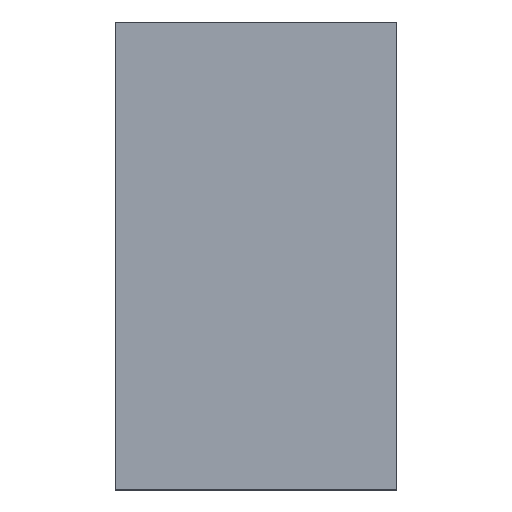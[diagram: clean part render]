
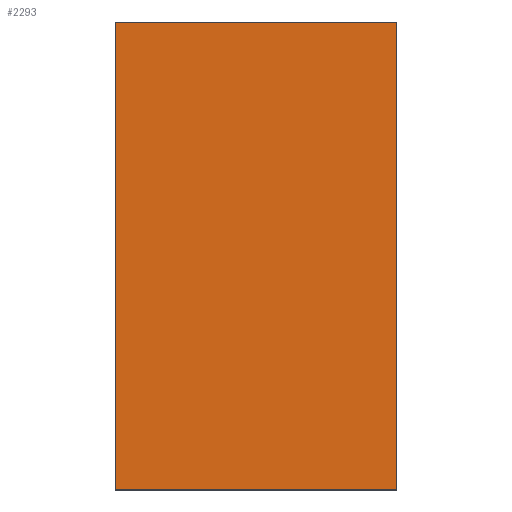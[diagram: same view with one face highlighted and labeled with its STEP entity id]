
A CAD part, top view. The second image highlights one B-rep face of the part: STEP entity #2293.
In plain terms, the highlighted planar face has unit normal (0, 0, 1).
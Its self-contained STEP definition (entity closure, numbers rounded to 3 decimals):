
#41=PLANE('',#2327);
#167=FACE_OUTER_BOUND('',#301,.T.);
#301=EDGE_LOOP('',(#2055,#2056,#2057,#2058));
#432=LINE('',#4622,#568);
#434=LINE('',#4626,#570);
#436=LINE('',#4630,#572);
#438=LINE('',#4633,#574);
#568=VECTOR('',#2490,10.);
#570=VECTOR('',#2494,10.);
#572=VECTOR('',#2498,10.);
#574=VECTOR('',#2502,10.);
#1015=VERTEX_POINT('',#4619);
#1016=VERTEX_POINT('',#4621);
#1017=VERTEX_POINT('',#4625);
#1018=VERTEX_POINT('',#4629);
#1360=EDGE_CURVE('',#1016,#1015,#432,.T.);
#1362=EDGE_CURVE('',#1017,#1016,#434,.T.);
#1364=EDGE_CURVE('',#1018,#1017,#436,.T.);
#1366=EDGE_CURVE('',#1015,#1018,#438,.T.);
#2055=ORIENTED_EDGE('',*,*,#1366,.T.);
#2056=ORIENTED_EDGE('',*,*,#1364,.T.);
#2057=ORIENTED_EDGE('',*,*,#1362,.T.);
#2058=ORIENTED_EDGE('',*,*,#1360,.T.);
#2293=ADVANCED_FACE('',(#167),#41,.T.);
#2327=AXIS2_PLACEMENT_3D('',#4634,#2503,#2504);
#2490=DIRECTION('',(-1.,0.,0.));
#2494=DIRECTION('',(0.,1.,0.));
#2498=DIRECTION('',(1.,0.,0.));
#2502=DIRECTION('',(0.,-1.,0.));
#2503=DIRECTION('center_axis',(0.,0.,1.));
#2504=DIRECTION('ref_axis',(1.,0.,0.));
#4619=CARTESIAN_POINT('',(0.,0.,5.));
#4621=CARTESIAN_POINT('',(105.833,0.,5.));
#4622=CARTESIAN_POINT('',(105.833,0.,5.));
#4625=CARTESIAN_POINT('',(105.833,-176.001,5.));
#4626=CARTESIAN_POINT('',(105.833,-176.001,5.));
#4629=CARTESIAN_POINT('',(0.,-176.001,5.));
#4630=CARTESIAN_POINT('',(0.,-176.001,5.));
#4633=CARTESIAN_POINT('',(0.,0.,5.));
#4634=CARTESIAN_POINT('Origin',(52.917,-88.,5.));
